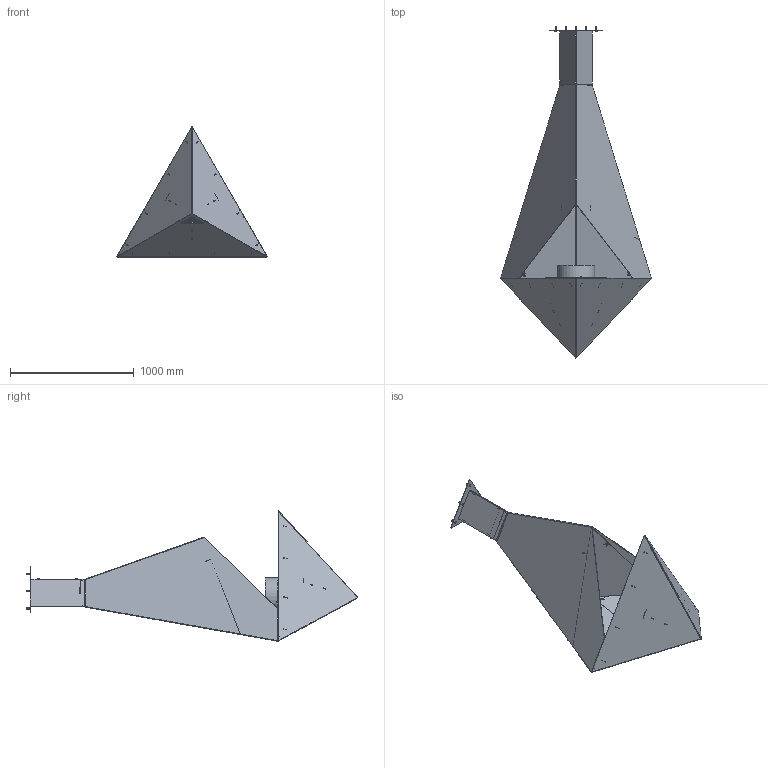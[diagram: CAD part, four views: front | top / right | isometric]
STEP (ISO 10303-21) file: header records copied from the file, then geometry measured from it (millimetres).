
FILE_DESCRIPTION (( 'STEP AP203' ), '1' );
FILE_NAME ('PJ00196-PYTHAGORAS.STEP', '2019-04-12T08:22:02', ( '' ), ( '' ), 'SwSTEP 2.0', 'SolidWorks 2019', '' );
FILE_SCHEMA (( 'CONFIG_CONTROL_DESIGN' ));
Length unit declared in the file: millimetre
Products named in the file (52): PT11656-B-AC; PT11648-B-A2; AS04304-D-01; PT01070-A-A2; AS04308-B-01; PT11663-B-AC; PT06590-A-AC; PT06820-A-AG; PT11041-F-AC; AS02881-A-01; AS04250-B-01; PT11661-B-AC; AS04303-F-01; PT11655-B-AC; PT11536-A-AC; PT11660-D-AC; AS04251-B-01; PT11039-C-AC; PT12357-B-AC; AS04253-B-01; PT11647-E-A2; PT11888-A-AC_PT11889-A-AC; PT00679-A-AC_PT00679-A-AC; PT11040-D-AC; AS04306-C-01; PJ00184-C-XX; PT11651-B-AC; AS04252-B-01; PT11660-D-AC_PT11660-D-AC-SY; PT01070-A-AC; PT11647-E-A2_PT11647-E-A2-SY; PT11042-E-AC; AS04702-C-01; AS04305-D-01; PT12359-C-AC; PT11659-C-AC; PT00688-A-AC; PT11888-A-AC; PT11663-A-AC-SY_Default<As Machined>; PT12359-C-AC-SY_Default<As Machined> ...
Assembly tree (106 placements, depth 5):
  PJ00196-PYTHAGORAS
    PJ00184-C-XX
    AS04702-C-01
      AS04303-F-01
        PT11039-C-AC
        PT11041-F-AC
        PT11662-B-AC
        PT11662-B-AC_PT11662-B-AC-SY
        PT11663-B-AC
        PT11888-A-AC_PT11889-A-AC
        AS04253-B-01
          PT11895-B-AC  x3
        PT00688-A-AC  x13
        PT12357-B-AC  x7
        PT11663-A-AC-SY_Default<As Machined>
      AS04304-D-01
        PT11042-E-AC
        PT11651-B-AC
        PT00688-A-AC  x2
    AS04308-B-01
      PT11655-B-AC
      AS02881-A-01
        PT06820-A-AG
        PT06590-A-AC
      AS02881-A-01
        PT06820-A-AG
        PT06590-A-AC
      AS02881-A-01
        PT06820-A-AG
        PT06590-A-AC
      AS02881-A-01
        PT06820-A-AG
        PT06590-A-AC
      PT11656-B-AC  x3
      AS02881-A-01
        PT06820-A-AG
        PT06590-A-AC
      AS02881-A-01
        PT06820-A-AG
        PT06590-A-AC
    AS04250-B-01
      PT11040-D-AC  x3
      PT11888-A-AC
    AS04251-B-01
      PT11536-A-AC  x3
    AS04252-B-01
      PT11891-B-AC
      PT00679-A-AC_PT00679-A-AC  x3
    AS04307-B-01
      PT11647-E-A2_PT11647-E-A2-SY
      PT11660-D-AC_PT11660-D-AC-SY
    AS04306-C-01
      PT11647-E-A2
      PT11660-D-AC
    AS04305-D-01
      PT11648-B-A2
      PT11661-B-AC
    PT11659-C-AC
    PT12359-C-AC
    PT01070-A-A2  x3
Bounding box: 1221.16 x 2687.69 x 1055.62 mm (x, y, z)
Volume: 24823381.7 mm3; surface area: 16261808 mm2
Topology: 277 solids, 277 shells, 6043 faces, 15211 edges, 9795 vertices
Faces by surface type: plane 3554, cylinder 1099, bspline 687, cone 589, torus 81, sphere 33
Full cylindrical faces by diameter (mm): 1.2 x14, 2 x5, 3 x5, 3.242 x24, 3.3 x16, 3.5 x4, 4 x53, 4.1 x2, 4.2 x1, 4.3 x3, 4.5 x3, 4.72 x6, 5.4 x1, 6 x61, 6.3 x1, 6.4 x39, 6.5 x28, 6.647 x3, 6.9 x2, 7 x16, 7.4 x6, 7.5 x4, 7.8 x3, 8 x57, 8.3 x6, 8.4 x7, 8.45 x4, 8.5 x4, 8.7 x6, 10 x13
Entity records: 193876 total; most frequent: CARTESIAN_POINT 70544, ORIENTED_EDGE 24388, DIRECTION 21245, EDGE_CURVE 12194, VERTEX_POINT 8228, AXIS2_PLACEMENT_3D 7799, EDGE_LOOP 6964, LINE 5647
